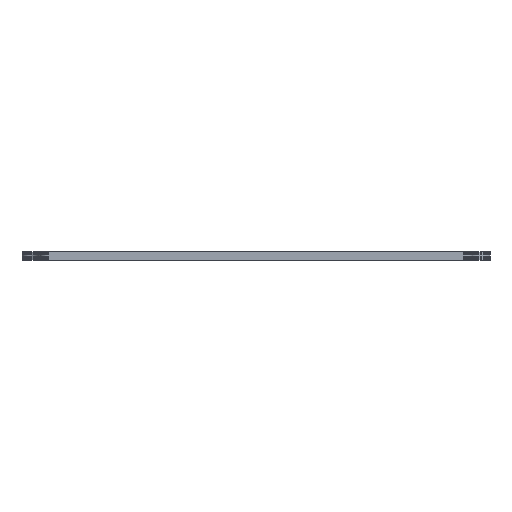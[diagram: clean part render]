
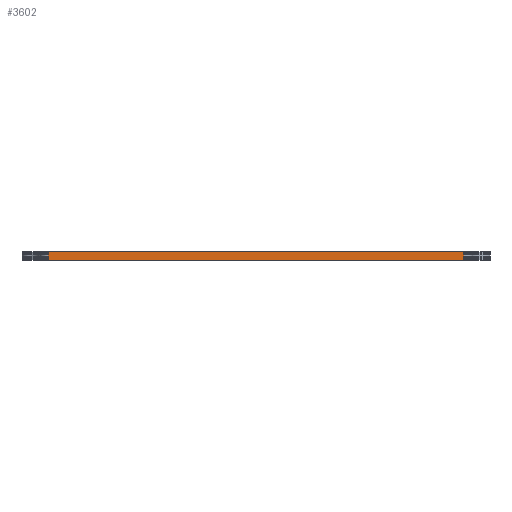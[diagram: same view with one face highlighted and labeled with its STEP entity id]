
A CAD part, left-side view. The second image highlights one B-rep face of the part: STEP entity #3602.
In plain terms, the highlighted planar face has unit normal (-1, 0, 0).
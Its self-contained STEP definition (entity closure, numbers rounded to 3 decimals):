
#3577 = VERTEX_POINT('',#3578);
#3578 = CARTESIAN_POINT('',(0.,2.946,-0.991));
#3584 = EDGE_CURVE('',#3585,#3577,#3587,.T.);
#3585 = VERTEX_POINT('',#3586);
#3586 = CARTESIAN_POINT('',(0.,2.946,0.));
#3587 = LINE('',#3588,#3589);
#3588 = CARTESIAN_POINT('',(0.,2.946,0.));
#3589 = VECTOR('',#3590,1.);
#3590 = DIRECTION('',(0.,0.,-1.));
#3602 = ADVANCED_FACE('',(#3603),#3628,.F.);
#3603 = FACE_BOUND('',#3604,.F.);
#3604 = EDGE_LOOP('',(#3605,#3606,#3614,#3622));
#3605 = ORIENTED_EDGE('',*,*,#3584,.T.);
#3606 = ORIENTED_EDGE('',*,*,#3607,.T.);
#3607 = EDGE_CURVE('',#3577,#3608,#3610,.T.);
#3608 = VERTEX_POINT('',#3609);
#3609 = CARTESIAN_POINT('',(0.,49.708,-0.991));
#3610 = LINE('',#3611,#3612);
#3611 = CARTESIAN_POINT('',(0.,2.946,-0.991));
#3612 = VECTOR('',#3613,1.);
#3613 = DIRECTION('',(0.,1.,0.));
#3614 = ORIENTED_EDGE('',*,*,#3615,.F.);
#3615 = EDGE_CURVE('',#3616,#3608,#3618,.T.);
#3616 = VERTEX_POINT('',#3617);
#3617 = CARTESIAN_POINT('',(0.,49.708,0.));
#3618 = LINE('',#3619,#3620);
#3619 = CARTESIAN_POINT('',(0.,49.708,0.));
#3620 = VECTOR('',#3621,1.);
#3621 = DIRECTION('',(0.,0.,-1.));
#3622 = ORIENTED_EDGE('',*,*,#3623,.F.);
#3623 = EDGE_CURVE('',#3585,#3616,#3624,.T.);
#3624 = LINE('',#3625,#3626);
#3625 = CARTESIAN_POINT('',(0.,2.946,0.));
#3626 = VECTOR('',#3627,1.);
#3627 = DIRECTION('',(0.,1.,0.));
#3628 = PLANE('',#3629);
#3629 = AXIS2_PLACEMENT_3D('',#3630,#3631,#3632);
#3630 = CARTESIAN_POINT('',(0.,2.946,0.));
#3631 = DIRECTION('',(1.,0.,0.));
#3632 = DIRECTION('',(0.,1.,0.));
